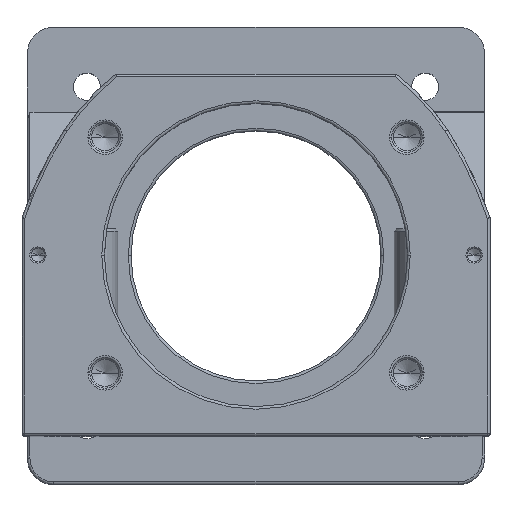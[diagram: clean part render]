
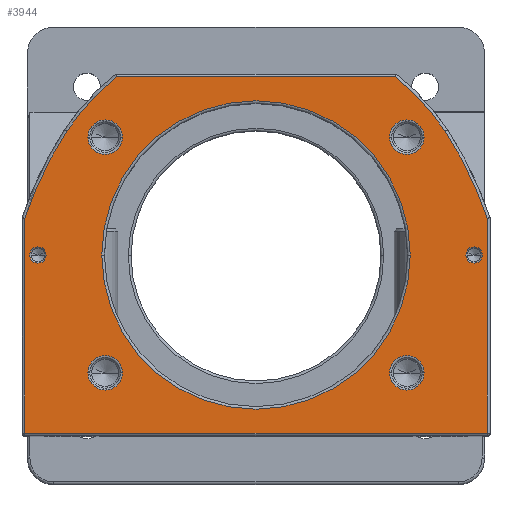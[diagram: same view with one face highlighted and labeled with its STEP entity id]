
A CAD part, top view. The second image highlights one B-rep face of the part: STEP entity #3944.
In plain terms, the highlighted planar face has unit normal (0, 0, 1).
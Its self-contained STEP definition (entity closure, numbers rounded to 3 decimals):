
#43=CARTESIAN_POINT('',(-42.525,-0.,107.));
#44=VERTEX_POINT('',#43);
#51=CARTESIAN_POINT('',(-39.475,-0.,107.));
#52=VERTEX_POINT('',#51);
#53=CARTESIAN_POINT('',(-41.,0.,107.));
#54=DIRECTION('',(0.,0.,1.));
#55=DIRECTION('',(1.,0.,-0.));
#56=AXIS2_PLACEMENT_3D('',#53,#54,#55);
#57=CIRCLE('',#56,1.525);
#58=EDGE_CURVE('',#44,#52,#57,.T.);
#140=CARTESIAN_POINT('',(39.475,-0.,107.));
#141=VERTEX_POINT('',#140);
#148=CARTESIAN_POINT('',(42.525,-0.,107.));
#149=VERTEX_POINT('',#148);
#150=CARTESIAN_POINT('',(41.,0.,107.));
#151=DIRECTION('',(0.,0.,1.));
#152=DIRECTION('',(1.,0.,-0.));
#153=AXIS2_PLACEMENT_3D('',#150,#151,#152);
#154=CIRCLE('',#153,1.525);
#155=EDGE_CURVE('',#141,#149,#154,.T.);
#490=CARTESIAN_POINT('',(25.136,22.164,107.));
#491=VERTEX_POINT('',#490);
#492=CARTESIAN_POINT('',(31.6,22.164,107.));
#493=VERTEX_POINT('',#492);
#494=CARTESIAN_POINT('',(28.368,22.164,107.));
#495=DIRECTION('',(0.,0.,-1.));
#496=DIRECTION('',(1.,0.,0.));
#497=AXIS2_PLACEMENT_3D('',#494,#495,#496);
#498=CIRCLE('',#497,3.232);
#499=EDGE_CURVE('',#491,#493,#498,.T.);
#534=CARTESIAN_POINT('',(25.136,-22.164,107.));
#535=VERTEX_POINT('',#534);
#536=CARTESIAN_POINT('',(31.6,-22.164,107.));
#537=VERTEX_POINT('',#536);
#538=CARTESIAN_POINT('',(28.368,-22.164,107.));
#539=DIRECTION('',(0.,0.,-1.));
#540=DIRECTION('',(1.,0.,0.));
#541=AXIS2_PLACEMENT_3D('',#538,#539,#540);
#542=CIRCLE('',#541,3.232);
#543=EDGE_CURVE('',#535,#537,#542,.T.);
#578=CARTESIAN_POINT('',(-31.6,-22.164,107.));
#579=VERTEX_POINT('',#578);
#580=CARTESIAN_POINT('',(-25.136,-22.164,107.));
#581=VERTEX_POINT('',#580);
#582=CARTESIAN_POINT('',(-28.368,-22.164,107.));
#583=DIRECTION('',(0.,0.,-1.));
#584=DIRECTION('',(1.,0.,0.));
#585=AXIS2_PLACEMENT_3D('',#582,#583,#584);
#586=CIRCLE('',#585,3.232);
#587=EDGE_CURVE('',#579,#581,#586,.T.);
#622=CARTESIAN_POINT('',(-31.6,22.164,107.));
#623=VERTEX_POINT('',#622);
#624=CARTESIAN_POINT('',(-25.136,22.164,107.));
#625=VERTEX_POINT('',#624);
#626=CARTESIAN_POINT('',(-28.368,22.164,107.));
#627=DIRECTION('',(0.,0.,-1.));
#628=DIRECTION('',(1.,0.,0.));
#629=AXIS2_PLACEMENT_3D('',#626,#627,#628);
#630=CIRCLE('',#629,3.232);
#631=EDGE_CURVE('',#623,#625,#630,.T.);
#666=CARTESIAN_POINT('',(-29.,0.,107.));
#667=VERTEX_POINT('',#666);
#668=CARTESIAN_POINT('',(29.,0.,107.));
#669=VERTEX_POINT('',#668);
#670=CARTESIAN_POINT('',(0.,0.,107.));
#671=DIRECTION('',(0.,0.,-1.));
#672=DIRECTION('',(1.,0.,0.));
#673=AXIS2_PLACEMENT_3D('',#670,#671,#672);
#674=CIRCLE('',#673,29.);
#675=EDGE_CURVE('',#667,#669,#674,.T.);
#3799=CARTESIAN_POINT('',(-36.,34.,107.));
#3800=DIRECTION('',(0.,0.,1.));
#3801=DIRECTION('',(1.,0.,0.));
#3802=AXIS2_PLACEMENT_3D('',#3799,#3800,#3801);
#3803=PLANE('',#3802);
#3804=CARTESIAN_POINT('',(-41.,0.,107.));
#3805=DIRECTION('',(0.,0.,1.));
#3806=DIRECTION('',(1.,0.,-0.));
#3807=AXIS2_PLACEMENT_3D('',#3804,#3805,#3806);
#3808=CIRCLE('',#3807,1.525);
#3809=EDGE_CURVE('',#52,#44,#3808,.T.);
#3810=ORIENTED_EDGE('',*,*,#3809,.F.);
#3811=ORIENTED_EDGE('',*,*,#58,.F.);
#3812=EDGE_LOOP('',(#3810,#3811));
#3813=FACE_BOUND('',#3812,.T.);
#3814=CARTESIAN_POINT('',(41.,0.,107.));
#3815=DIRECTION('',(0.,0.,1.));
#3816=DIRECTION('',(1.,0.,-0.));
#3817=AXIS2_PLACEMENT_3D('',#3814,#3815,#3816);
#3818=CIRCLE('',#3817,1.525);
#3819=EDGE_CURVE('',#149,#141,#3818,.T.);
#3820=ORIENTED_EDGE('',*,*,#3819,.F.);
#3821=ORIENTED_EDGE('',*,*,#155,.F.);
#3822=EDGE_LOOP('',(#3820,#3821));
#3823=FACE_BOUND('',#3822,.T.);
#3824=CARTESIAN_POINT('',(0.,0.,107.));
#3825=DIRECTION('',(0.,0.,-1.));
#3826=DIRECTION('',(1.,0.,0.));
#3827=AXIS2_PLACEMENT_3D('',#3824,#3825,#3826);
#3828=CIRCLE('',#3827,29.);
#3829=EDGE_CURVE('',#669,#667,#3828,.T.);
#3830=ORIENTED_EDGE('',*,*,#3829,.T.);
#3831=ORIENTED_EDGE('',*,*,#675,.T.);
#3832=EDGE_LOOP('',(#3830,#3831));
#3833=FACE_BOUND('',#3832,.T.);
#3834=CARTESIAN_POINT('',(-28.368,22.164,107.));
#3835=DIRECTION('',(0.,0.,-1.));
#3836=DIRECTION('',(1.,0.,0.));
#3837=AXIS2_PLACEMENT_3D('',#3834,#3835,#3836);
#3838=CIRCLE('',#3837,3.232);
#3839=EDGE_CURVE('',#625,#623,#3838,.T.);
#3840=ORIENTED_EDGE('',*,*,#3839,.T.);
#3841=ORIENTED_EDGE('',*,*,#631,.T.);
#3842=EDGE_LOOP('',(#3840,#3841));
#3843=FACE_BOUND('',#3842,.T.);
#3844=CARTESIAN_POINT('',(-28.368,-22.164,107.));
#3845=DIRECTION('',(0.,0.,-1.));
#3846=DIRECTION('',(1.,0.,0.));
#3847=AXIS2_PLACEMENT_3D('',#3844,#3845,#3846);
#3848=CIRCLE('',#3847,3.232);
#3849=EDGE_CURVE('',#581,#579,#3848,.T.);
#3850=ORIENTED_EDGE('',*,*,#3849,.T.);
#3851=ORIENTED_EDGE('',*,*,#587,.T.);
#3852=EDGE_LOOP('',(#3850,#3851));
#3853=FACE_BOUND('',#3852,.T.);
#3854=CARTESIAN_POINT('',(28.368,-22.164,107.));
#3855=DIRECTION('',(0.,0.,-1.));
#3856=DIRECTION('',(1.,0.,0.));
#3857=AXIS2_PLACEMENT_3D('',#3854,#3855,#3856);
#3858=CIRCLE('',#3857,3.232);
#3859=EDGE_CURVE('',#537,#535,#3858,.T.);
#3860=ORIENTED_EDGE('',*,*,#3859,.T.);
#3861=ORIENTED_EDGE('',*,*,#543,.T.);
#3862=EDGE_LOOP('',(#3860,#3861));
#3863=FACE_BOUND('',#3862,.T.);
#3864=CARTESIAN_POINT('',(28.368,22.164,107.));
#3865=DIRECTION('',(0.,0.,-1.));
#3866=DIRECTION('',(1.,0.,0.));
#3867=AXIS2_PLACEMENT_3D('',#3864,#3865,#3866);
#3868=CIRCLE('',#3867,3.232);
#3869=EDGE_CURVE('',#493,#491,#3868,.T.);
#3870=ORIENTED_EDGE('',*,*,#3869,.T.);
#3871=ORIENTED_EDGE('',*,*,#499,.T.);
#3872=EDGE_LOOP('',(#3870,#3871));
#3873=FACE_BOUND('',#3872,.T.);
#3874=CARTESIAN_POINT('',(-43.5,-33.5,107.));
#3875=VERTEX_POINT('',#3874);
#3876=CARTESIAN_POINT('',(43.5,-33.5,107.));
#3877=VERTEX_POINT('',#3876);
#3878=CARTESIAN_POINT('',(-43.5,-33.5,107.));
#3879=DIRECTION('',(1.,0.,0.));
#3880=VECTOR('',#3879,87.);
#3881=LINE('',#3878,#3880);
#3882=EDGE_CURVE('',#3875,#3877,#3881,.T.);
#3883=ORIENTED_EDGE('',*,*,#3882,.T.);
#3884=CARTESIAN_POINT('',(43.5,6.918,107.));
#3885=VERTEX_POINT('',#3884);
#3886=CARTESIAN_POINT('',(43.5,-33.5,107.));
#3887=DIRECTION('',(-0.,1.,0.));
#3888=VECTOR('',#3887,40.418);
#3889=LINE('',#3886,#3888);
#3890=EDGE_CURVE('',#3877,#3885,#3889,.T.);
#3891=ORIENTED_EDGE('',*,*,#3890,.T.);
#3892=CARTESIAN_POINT('',(35.581,23.243,107.));
#3893=VERTEX_POINT('',#3892);
#3894=CARTESIAN_POINT('',(-24.388,-15.93,107.));
#3895=DIRECTION('',(0.,0.,1.));
#3896=DIRECTION('',(1.,0.,-0.));
#3897=AXIS2_PLACEMENT_3D('',#3894,#3895,#3896);
#3898=CIRCLE('',#3897,71.63);
#3899=EDGE_CURVE('',#3885,#3893,#3898,.T.);
#3900=ORIENTED_EDGE('',*,*,#3899,.T.);
#3901=CARTESIAN_POINT('',(26.153,33.5,107.));
#3902=VERTEX_POINT('',#3901);
#3903=CARTESIAN_POINT('',(0.,0.,107.));
#3904=DIRECTION('',(0.,0.,1.));
#3905=DIRECTION('',(1.,0.,-0.));
#3906=AXIS2_PLACEMENT_3D('',#3903,#3904,#3905);
#3907=CIRCLE('',#3906,42.5);
#3908=EDGE_CURVE('',#3893,#3902,#3907,.T.);
#3909=ORIENTED_EDGE('',*,*,#3908,.T.);
#3910=CARTESIAN_POINT('',(-26.153,33.5,107.));
#3911=VERTEX_POINT('',#3910);
#3912=CARTESIAN_POINT('',(26.153,33.5,107.));
#3913=DIRECTION('',(-1.,0.,0.));
#3914=VECTOR('',#3913,52.307);
#3915=LINE('',#3912,#3914);
#3916=EDGE_CURVE('',#3902,#3911,#3915,.T.);
#3917=ORIENTED_EDGE('',*,*,#3916,.T.);
#3918=CARTESIAN_POINT('',(-35.581,23.243,107.));
#3919=VERTEX_POINT('',#3918);
#3920=CARTESIAN_POINT('',(0.,0.,107.));
#3921=DIRECTION('',(0.,0.,1.));
#3922=DIRECTION('',(1.,0.,-0.));
#3923=AXIS2_PLACEMENT_3D('',#3920,#3921,#3922);
#3924=CIRCLE('',#3923,42.5);
#3925=EDGE_CURVE('',#3911,#3919,#3924,.T.);
#3926=ORIENTED_EDGE('',*,*,#3925,.T.);
#3927=CARTESIAN_POINT('',(-43.5,6.918,107.));
#3928=VERTEX_POINT('',#3927);
#3929=CARTESIAN_POINT('',(24.388,-15.93,107.));
#3930=DIRECTION('',(0.,0.,1.));
#3931=DIRECTION('',(1.,0.,-0.));
#3932=AXIS2_PLACEMENT_3D('',#3929,#3930,#3931);
#3933=CIRCLE('',#3932,71.63);
#3934=EDGE_CURVE('',#3919,#3928,#3933,.T.);
#3935=ORIENTED_EDGE('',*,*,#3934,.T.);
#3936=CARTESIAN_POINT('',(-43.5,6.918,107.));
#3937=DIRECTION('',(-0.,-1.,0.));
#3938=VECTOR('',#3937,40.418);
#3939=LINE('',#3936,#3938);
#3940=EDGE_CURVE('',#3928,#3875,#3939,.T.);
#3941=ORIENTED_EDGE('',*,*,#3940,.T.);
#3942=EDGE_LOOP('',(#3883,#3891,#3900,#3909,#3917,#3926,#3935,#3941));
#3943=FACE_BOUND('',#3942,.T.);
#3944=ADVANCED_FACE('NONE',(#3813,#3823,#3833,#3843,#3853,#3863,#3873,#3943),#3803,.T.);
